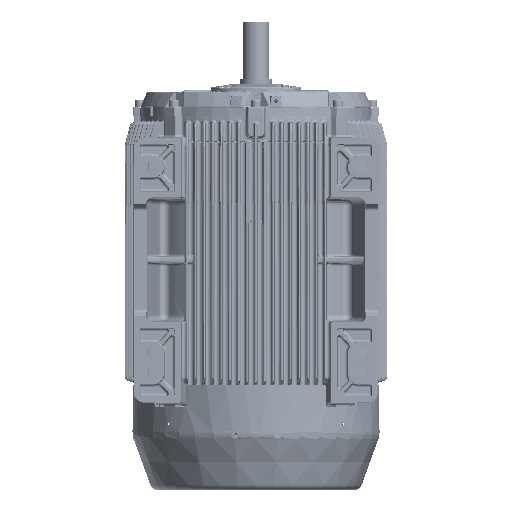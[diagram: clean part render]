
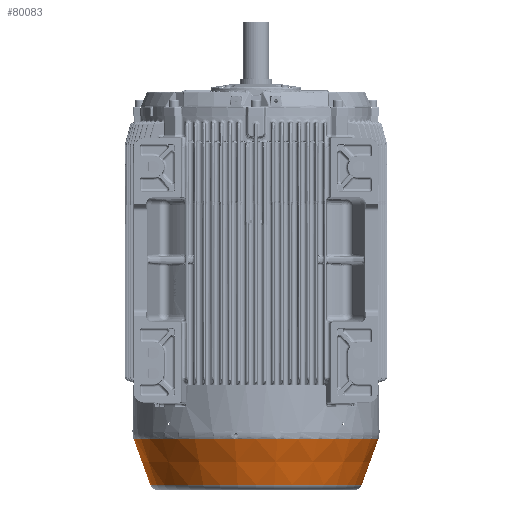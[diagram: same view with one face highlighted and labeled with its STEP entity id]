
A CAD part, front view. The second image highlights one B-rep face of the part: STEP entity #80083.
In plain terms, the highlighted conical face has half-angle 20 degrees and reference radius 259.882 mm.
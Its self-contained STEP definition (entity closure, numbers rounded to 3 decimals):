
#4987=CONICAL_SURFACE('',#207913,259.882,20.);
#80083=ADVANCED_FACE('',(#90466,#90467),#4987,.T.);
#90466=FACE_BOUND('',#93230,.T.);
#90467=FACE_BOUND('',#93231,.T.);
#93230=EDGE_LOOP('',(#105141));
#93231=EDGE_LOOP('',(#105142));
#105141=ORIENTED_EDGE('',*,*,#172735,.T.);
#105142=ORIENTED_EDGE('',*,*,#172733,.F.);
#152454=VERTEX_POINT('',#269629);
#152456=VERTEX_POINT('',#269634);
#172733=EDGE_CURVE('',#152454,#152454,#201587,.T.);
#172735=EDGE_CURVE('',#152456,#152456,#201589,.T.);
#201587=CIRCLE('',#207909,259.882);
#201589=CIRCLE('',#207912,300.485);
#207909=AXIS2_PLACEMENT_3D('',#269628,#222652,#222653);
#207912=AXIS2_PLACEMENT_3D('',#269633,#222658,#222659);
#207913=AXIS2_PLACEMENT_3D('',#269635,#222660,#222661);
#222652=DIRECTION('',(0.,0.,-1.));
#222653=DIRECTION('',(-1.,0.,0.));
#222658=DIRECTION('',(0.,0.,-1.));
#222659=DIRECTION('',(-1.,0.,0.));
#222660=DIRECTION('',(0.,0.,1.));
#222661=DIRECTION('',(1.,0.,0.));
#269628=CARTESIAN_POINT('',(0.,0.,-996.84));
#269629=CARTESIAN_POINT('',(-259.882,0.,-996.84));
#269633=CARTESIAN_POINT('',(0.,0.,-885.285));
#269634=CARTESIAN_POINT('',(-300.485,0.,-885.285));
#269635=CARTESIAN_POINT('',(0.,0.,-996.84));
